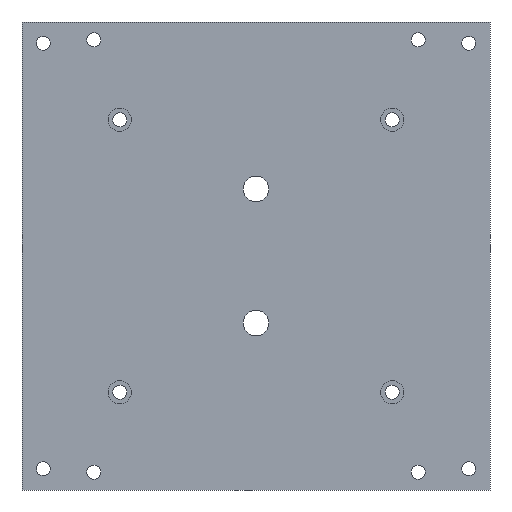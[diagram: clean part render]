
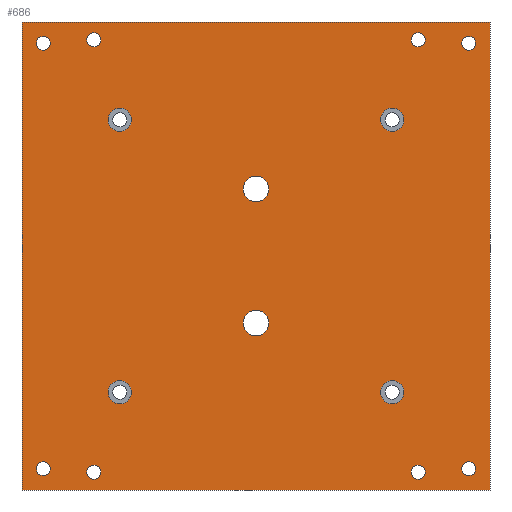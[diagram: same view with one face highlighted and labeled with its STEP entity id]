
A CAD part, front view. The second image highlights one B-rep face of the part: STEP entity #686.
In plain terms, the highlighted planar face has unit normal (0, -1, 0).
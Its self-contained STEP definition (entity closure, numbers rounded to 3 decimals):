
#15=FACE_BOUND('',#119,.T.);
#16=FACE_BOUND('',#120,.T.);
#17=FACE_BOUND('',#121,.T.);
#18=FACE_BOUND('',#122,.T.);
#19=FACE_BOUND('',#123,.T.);
#20=FACE_BOUND('',#124,.T.);
#21=FACE_BOUND('',#125,.T.);
#22=FACE_BOUND('',#126,.T.);
#23=FACE_BOUND('',#127,.T.);
#24=FACE_BOUND('',#128,.T.);
#25=FACE_BOUND('',#129,.T.);
#26=FACE_BOUND('',#130,.T.);
#27=FACE_BOUND('',#131,.T.);
#28=FACE_BOUND('',#132,.T.);
#55=PLANE('',#755);
#74=FACE_OUTER_BOUND('',#118,.T.);
#118=EDGE_LOOP('',(#483,#484,#485,#486));
#119=EDGE_LOOP('',(#487));
#120=EDGE_LOOP('',(#488));
#121=EDGE_LOOP('',(#489));
#122=EDGE_LOOP('',(#490));
#123=EDGE_LOOP('',(#491));
#124=EDGE_LOOP('',(#492));
#125=EDGE_LOOP('',(#493));
#126=EDGE_LOOP('',(#494));
#127=EDGE_LOOP('',(#495));
#128=EDGE_LOOP('',(#496));
#129=EDGE_LOOP('',(#497));
#130=EDGE_LOOP('',(#498));
#131=EDGE_LOOP('',(#499));
#132=EDGE_LOOP('',(#500));
#202=LINE('',#1090,#240);
#203=LINE('',#1092,#241);
#204=LINE('',#1094,#242);
#205=LINE('',#1095,#243);
#240=VECTOR('',#859,220.);
#241=VECTOR('',#860,220.);
#242=VECTOR('',#861,220.);
#243=VECTOR('',#862,220.);
#278=CIRCLE('',#754,5.5);
#279=CIRCLE('',#756,6.);
#280=CIRCLE('',#757,6.);
#281=CIRCLE('',#758,3.3);
#282=CIRCLE('',#759,3.3);
#283=CIRCLE('',#760,3.3);
#284=CIRCLE('',#761,3.3);
#285=CIRCLE('',#762,3.3);
#286=CIRCLE('',#763,3.3);
#287=CIRCLE('',#764,3.3);
#288=CIRCLE('',#765,3.3);
#289=CIRCLE('',#766,5.5);
#290=CIRCLE('',#767,5.5);
#291=CIRCLE('',#768,5.5);
#330=VERTEX_POINT('',#1084);
#331=VERTEX_POINT('',#1088);
#332=VERTEX_POINT('',#1089);
#333=VERTEX_POINT('',#1091);
#334=VERTEX_POINT('',#1093);
#335=VERTEX_POINT('',#1096);
#336=VERTEX_POINT('',#1098);
#337=VERTEX_POINT('',#1100);
#338=VERTEX_POINT('',#1102);
#339=VERTEX_POINT('',#1104);
#340=VERTEX_POINT('',#1106);
#341=VERTEX_POINT('',#1108);
#342=VERTEX_POINT('',#1110);
#343=VERTEX_POINT('',#1112);
#344=VERTEX_POINT('',#1114);
#345=VERTEX_POINT('',#1116);
#346=VERTEX_POINT('',#1118);
#347=VERTEX_POINT('',#1120);
#391=EDGE_CURVE('',#330,#330,#278,.T.);
#392=EDGE_CURVE('',#331,#332,#202,.T.);
#393=EDGE_CURVE('',#332,#333,#203,.T.);
#394=EDGE_CURVE('',#333,#334,#204,.T.);
#395=EDGE_CURVE('',#334,#331,#205,.T.);
#396=EDGE_CURVE('',#335,#335,#279,.T.);
#397=EDGE_CURVE('',#336,#336,#280,.T.);
#398=EDGE_CURVE('',#337,#337,#281,.T.);
#399=EDGE_CURVE('',#338,#338,#282,.T.);
#400=EDGE_CURVE('',#339,#339,#283,.T.);
#401=EDGE_CURVE('',#340,#340,#284,.T.);
#402=EDGE_CURVE('',#341,#341,#285,.T.);
#403=EDGE_CURVE('',#342,#342,#286,.T.);
#404=EDGE_CURVE('',#343,#343,#287,.T.);
#405=EDGE_CURVE('',#344,#344,#288,.T.);
#406=EDGE_CURVE('',#345,#345,#289,.T.);
#407=EDGE_CURVE('',#346,#346,#290,.T.);
#408=EDGE_CURVE('',#347,#347,#291,.T.);
#483=ORIENTED_EDGE('',*,*,#392,.T.);
#484=ORIENTED_EDGE('',*,*,#393,.T.);
#485=ORIENTED_EDGE('',*,*,#394,.T.);
#486=ORIENTED_EDGE('',*,*,#395,.T.);
#487=ORIENTED_EDGE('',*,*,#391,.F.);
#488=ORIENTED_EDGE('',*,*,#396,.F.);
#489=ORIENTED_EDGE('',*,*,#397,.F.);
#490=ORIENTED_EDGE('',*,*,#398,.F.);
#491=ORIENTED_EDGE('',*,*,#399,.F.);
#492=ORIENTED_EDGE('',*,*,#400,.F.);
#493=ORIENTED_EDGE('',*,*,#401,.F.);
#494=ORIENTED_EDGE('',*,*,#402,.F.);
#495=ORIENTED_EDGE('',*,*,#403,.F.);
#496=ORIENTED_EDGE('',*,*,#404,.F.);
#497=ORIENTED_EDGE('',*,*,#405,.F.);
#498=ORIENTED_EDGE('',*,*,#406,.F.);
#499=ORIENTED_EDGE('',*,*,#407,.F.);
#500=ORIENTED_EDGE('',*,*,#408,.F.);
#686=ADVANCED_FACE('',(#74,#15,#16,#17,#18,#19,#20,#21,#22,#23,#24,#25,
#26,#27,#28),#55,.F.);
#754=AXIS2_PLACEMENT_3D('',#1086,#855,#856);
#755=AXIS2_PLACEMENT_3D('',#1087,#857,#858);
#756=AXIS2_PLACEMENT_3D('',#1097,#863,#864);
#757=AXIS2_PLACEMENT_3D('',#1099,#865,#866);
#758=AXIS2_PLACEMENT_3D('',#1101,#867,#868);
#759=AXIS2_PLACEMENT_3D('',#1103,#869,#870);
#760=AXIS2_PLACEMENT_3D('',#1105,#871,#872);
#761=AXIS2_PLACEMENT_3D('',#1107,#873,#874);
#762=AXIS2_PLACEMENT_3D('',#1109,#875,#876);
#763=AXIS2_PLACEMENT_3D('',#1111,#877,#878);
#764=AXIS2_PLACEMENT_3D('',#1113,#879,#880);
#765=AXIS2_PLACEMENT_3D('',#1115,#881,#882);
#766=AXIS2_PLACEMENT_3D('',#1117,#883,#884);
#767=AXIS2_PLACEMENT_3D('',#1119,#885,#886);
#768=AXIS2_PLACEMENT_3D('',#1121,#887,#888);
#855=DIRECTION('center_axis',(0.,-1.,0.));
#856=DIRECTION('ref_axis',(0.,0.,-1.));
#857=DIRECTION('center_axis',(0.,1.,0.));
#858=DIRECTION('ref_axis',(0.,0.,1.));
#859=DIRECTION('',(-1.,0.,0.));
#860=DIRECTION('',(0.,0.,-1.));
#861=DIRECTION('',(1.,0.,0.));
#862=DIRECTION('',(0.,0.,1.));
#863=DIRECTION('center_axis',(0.,-1.,0.));
#864=DIRECTION('ref_axis',(0.,0.,-1.));
#865=DIRECTION('center_axis',(0.,-1.,0.));
#866=DIRECTION('ref_axis',(0.,0.,-1.));
#867=DIRECTION('center_axis',(0.,-1.,0.));
#868=DIRECTION('ref_axis',(0.,0.,1.));
#869=DIRECTION('center_axis',(0.,-1.,0.));
#870=DIRECTION('ref_axis',(0.,0.,1.));
#871=DIRECTION('center_axis',(0.,-1.,0.));
#872=DIRECTION('ref_axis',(0.,0.,1.));
#873=DIRECTION('center_axis',(0.,-1.,0.));
#874=DIRECTION('ref_axis',(0.,0.,1.));
#875=DIRECTION('center_axis',(0.,-1.,0.));
#876=DIRECTION('ref_axis',(0.,0.,1.));
#877=DIRECTION('center_axis',(0.,-1.,0.));
#878=DIRECTION('ref_axis',(0.,0.,1.));
#879=DIRECTION('center_axis',(0.,-1.,0.));
#880=DIRECTION('ref_axis',(0.,0.,1.));
#881=DIRECTION('center_axis',(0.,-1.,0.));
#882=DIRECTION('ref_axis',(0.,0.,1.));
#883=DIRECTION('center_axis',(0.,-1.,0.));
#884=DIRECTION('ref_axis',(0.,0.,1.));
#885=DIRECTION('center_axis',(0.,-1.,0.));
#886=DIRECTION('ref_axis',(0.,0.,1.));
#887=DIRECTION('center_axis',(0.,-1.,0.));
#888=DIRECTION('ref_axis',(0.,0.,1.));
#1084=CARTESIAN_POINT('',(64.,0.,-58.5));
#1086=CARTESIAN_POINT('Origin',(64.,0.,-64.));
#1087=CARTESIAN_POINT('Origin',(0.,0.,0.));
#1088=CARTESIAN_POINT('',(110.,0.,110.));
#1089=CARTESIAN_POINT('',(-110.,0.,110.));
#1090=CARTESIAN_POINT('',(110.,0.,110.));
#1091=CARTESIAN_POINT('',(-110.,0.,-110.));
#1092=CARTESIAN_POINT('',(-110.,0.,110.));
#1093=CARTESIAN_POINT('',(110.,0.,-110.));
#1094=CARTESIAN_POINT('',(-110.,0.,-110.));
#1095=CARTESIAN_POINT('',(110.,0.,-110.));
#1096=CARTESIAN_POINT('',(0.,0.,37.5));
#1097=CARTESIAN_POINT('Origin',(0.,0.,31.5));
#1098=CARTESIAN_POINT('',(0.,0.,-25.5));
#1099=CARTESIAN_POINT('Origin',(0.,0.,-31.5));
#1100=CARTESIAN_POINT('',(-100.,0.,96.7));
#1101=CARTESIAN_POINT('Origin',(-100.,0.,100.));
#1102=CARTESIAN_POINT('',(-76.2,0.,98.3));
#1103=CARTESIAN_POINT('Origin',(-76.2,0.,101.6));
#1104=CARTESIAN_POINT('',(76.2,0.,98.3));
#1105=CARTESIAN_POINT('Origin',(76.2,0.,101.6));
#1106=CARTESIAN_POINT('',(100.,0.,96.7));
#1107=CARTESIAN_POINT('Origin',(100.,0.,100.));
#1108=CARTESIAN_POINT('',(100.,0.,-103.3));
#1109=CARTESIAN_POINT('Origin',(100.,0.,-100.));
#1110=CARTESIAN_POINT('',(76.2,0.,-104.9));
#1111=CARTESIAN_POINT('Origin',(76.2,0.,-101.6));
#1112=CARTESIAN_POINT('',(-76.2,0.,-104.9));
#1113=CARTESIAN_POINT('Origin',(-76.2,0.,-101.6));
#1114=CARTESIAN_POINT('',(-100.,0.,-103.3));
#1115=CARTESIAN_POINT('Origin',(-100.,0.,-100.));
#1116=CARTESIAN_POINT('',(64.,0.,69.5));
#1117=CARTESIAN_POINT('Origin',(64.,0.,64.));
#1118=CARTESIAN_POINT('',(-64.,0.,69.5));
#1119=CARTESIAN_POINT('Origin',(-64.,0.,64.));
#1120=CARTESIAN_POINT('',(-64.,0.,-58.5));
#1121=CARTESIAN_POINT('Origin',(-64.,0.,-64.));
